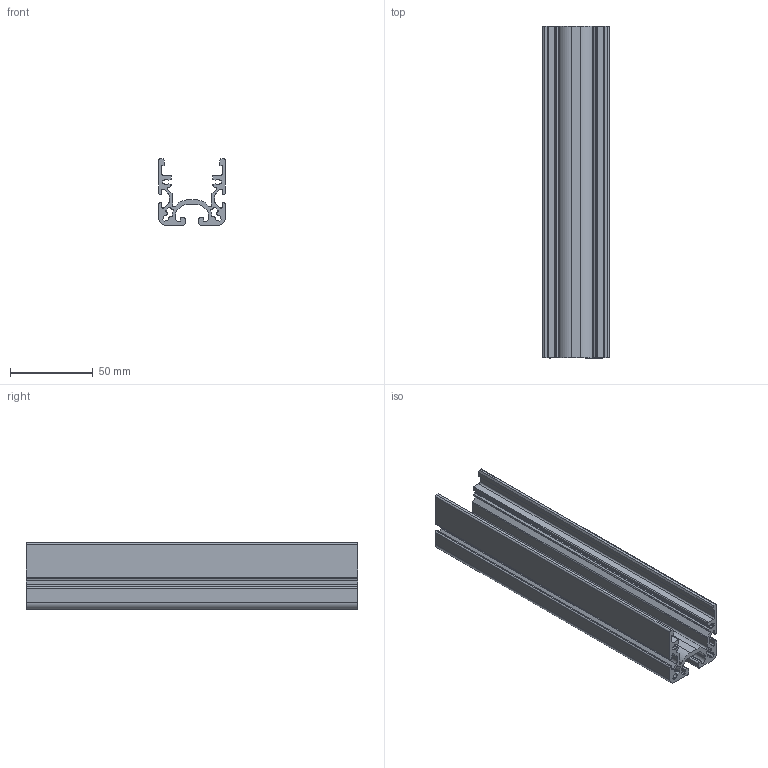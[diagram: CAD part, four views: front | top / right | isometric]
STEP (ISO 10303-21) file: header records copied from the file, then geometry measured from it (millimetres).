
FILE_DESCRIPTION(/* description */ ('STEP AP214'),/* implementation_level */ '2;1');
FILE_NAME(/* name */ '8819940E.stp',/* time_stamp */ '2024-03-18T15:35:55Z',/* author */ ('HW'),/* organization */ (''),/* preprocessor_version */ 'ST-DEVELOPER v19.2',/* originating_system */ 'Autodesk Inventor 2024',/* authorisation */ '');
FILE_SCHEMA (('AUTOMOTIVE_DESIGN { 1 0 10303 214 3 1 1 }'));
Length unit declared in the file: millimetre
Products named in the file (3): 8819940E; item_62840_rollenbahn-8-d30-62840_200_high.step; item_0062840_Rollenbahn 8 D30_TextAttributFrage_Laenge=200_1.step
Assembly tree (2 placements, depth 3):
  8819940E
    item_62840_rollenbahn-8-d30-62840_200_high.step
      item_0062840_Rollenbahn 8 D30_TextAttributFrage_Laenge=200_1.step
Bounding box: 40 x 200 x 40 mm (x, y, z)
Volume: 94554.1 mm3; surface area: 76745.7 mm2
Topology: 1 solids, 1 shells, 196 faces, 582 edges, 388 vertices
Faces by surface type: cylinder 120, plane 76
Entity records: 6804 total; most frequent: DIRECTION 1234, CARTESIAN_POINT 1176, ORIENTED_EDGE 1164, EDGE_CURVE 582, AXIS2_PLACEMENT_3D 446, VERTEX_POINT 388, LINE 342, VECTOR 342
